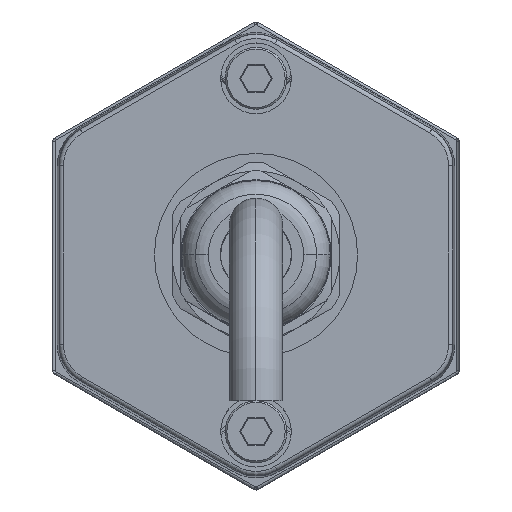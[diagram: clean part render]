
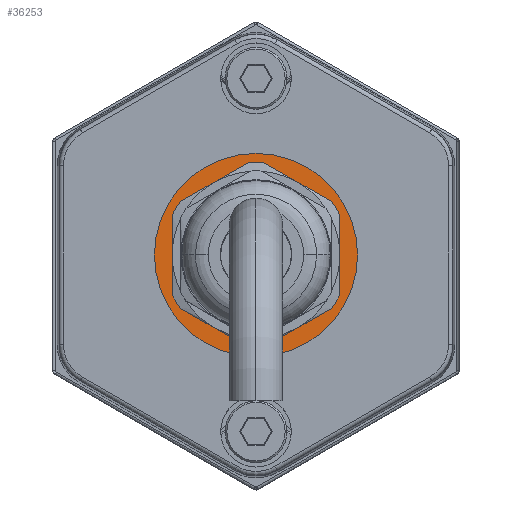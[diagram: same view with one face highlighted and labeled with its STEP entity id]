
A CAD part, top view. The second image highlights one B-rep face of the part: STEP entity #36253.
In plain terms, the highlighted planar face has unit normal (0, 0, 1).
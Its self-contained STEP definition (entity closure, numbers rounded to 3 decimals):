
#692 = CARTESIAN_POINT ( 'NONE',  ( 7.85, 0., 59.3 ) ) ;
#3760 = CIRCLE ( 'NONE', #15567, 7.85 ) ;
#3858 = CIRCLE ( 'NONE', #25522, 11.5 ) ;
#4494 = DIRECTION ( 'NONE',  ( 0., 0., -1. ) ) ;
#4653 = EDGE_CURVE ( 'NONE', #24854, #7002, #16459, .T. ) ;
#7002 = VERTEX_POINT ( 'NONE', #28868 ) ;
#7810 = DIRECTION ( 'NONE',  ( 0., 0., -1. ) ) ;
#8731 = CARTESIAN_POINT ( 'NONE',  ( 0., 0., 59.3 ) ) ;
#10171 = DIRECTION ( 'NONE',  ( 0., 0., 1. ) ) ;
#11839 = DIRECTION ( 'NONE',  ( 1., 0., 0. ) ) ;
#15094 = ORIENTED_EDGE ( 'NONE', *, *, #23314, .T. ) ;
#15358 = VERTEX_POINT ( 'NONE', #19802 ) ;
#15567 = AXIS2_PLACEMENT_3D ( 'NONE', #23004, #4494, #26028 ) ;
#16459 = CIRCLE ( 'NONE', #36866, 11.5 ) ;
#17830 = EDGE_LOOP ( 'NONE', ( #31880, #32330 ) ) ;
#19802 = CARTESIAN_POINT ( 'NONE',  ( -7.85, 0., 59.3 ) ) ;
#20650 = VERTEX_POINT ( 'NONE', #692 ) ;
#20660 = EDGE_LOOP ( 'NONE', ( #15094, #29436 ) ) ;
#20838 = AXIS2_PLACEMENT_3D ( 'NONE', #8731, #30203, #11839 ) ;
#23004 = CARTESIAN_POINT ( 'NONE',  ( 0., 0., 59.3 ) ) ;
#23314 = EDGE_CURVE ( 'NONE', #20650, #15358, #3760, .T. ) ;
#24239 = DIRECTION ( 'NONE',  ( 1., 0., 0. ) ) ;
#24286 = DIRECTION ( 'NONE',  ( 0., 0., 1. ) ) ;
#24290 = CARTESIAN_POINT ( 'NONE',  ( 0., 0., 59.3 ) ) ;
#24645 = FACE_OUTER_BOUND ( 'NONE', #17830, .T. ) ;
#24854 = VERTEX_POINT ( 'NONE', #29902 ) ;
#25522 = AXIS2_PLACEMENT_3D ( 'NONE', #28534, #10171, #31611 ) ;
#25761 = AXIS2_PLACEMENT_3D ( 'NONE', #26237, #7810, #29292 ) ;
#26028 = DIRECTION ( 'NONE',  ( 1., 0., 0. ) ) ;
#26237 = CARTESIAN_POINT ( 'NONE',  ( 0., 0., 59.3 ) ) ;
#28534 = CARTESIAN_POINT ( 'NONE',  ( 0., 0., 59.3 ) ) ;
#28868 = CARTESIAN_POINT ( 'NONE',  ( 11.5, 0., 59.3 ) ) ;
#29292 = DIRECTION ( 'NONE',  ( 1., 0., 0. ) ) ;
#29436 = ORIENTED_EDGE ( 'NONE', *, *, #38730, .T. ) ;
#29902 = CARTESIAN_POINT ( 'NONE',  ( -11.5, 0., 59.3 ) ) ;
#30203 = DIRECTION ( 'NONE',  ( 0., 0., 1. ) ) ;
#31611 = DIRECTION ( 'NONE',  ( 1., 0., 0. ) ) ;
#31880 = ORIENTED_EDGE ( 'NONE', *, *, #39500, .T. ) ;
#32330 = ORIENTED_EDGE ( 'NONE', *, *, #4653, .T. ) ;
#32660 = FACE_BOUND ( 'NONE', #20660, .T. ) ;
#33175 = CIRCLE ( 'NONE', #25761, 7.85 ) ;
#36088 = PLANE ( 'NONE',  #20838 ) ;
#36253 = ADVANCED_FACE ( 'NONE', ( #32660, #24645 ), #36088, .T. ) ;
#36866 = AXIS2_PLACEMENT_3D ( 'NONE', #24290, #24286, #24239 ) ;
#38730 = EDGE_CURVE ( 'NONE', #15358, #20650, #33175, .T. ) ;
#39500 = EDGE_CURVE ( 'NONE', #7002, #24854, #3858, .T. ) ;
